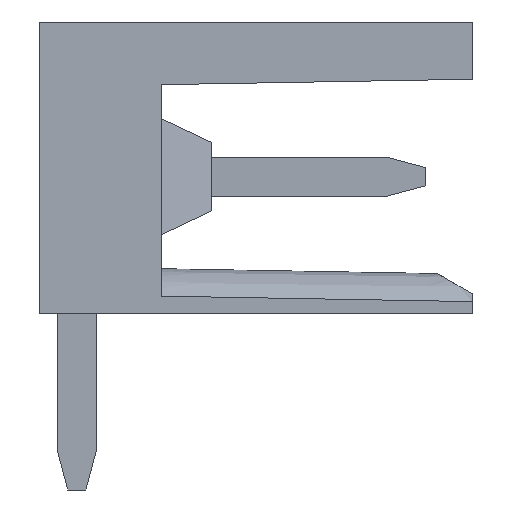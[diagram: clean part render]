
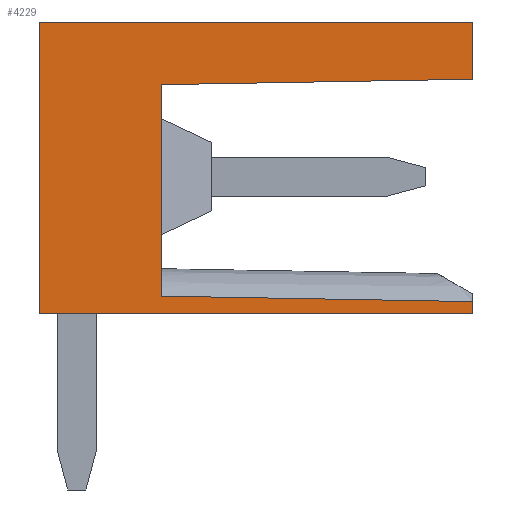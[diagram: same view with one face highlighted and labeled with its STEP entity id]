
A CAD part, left-side view. The second image highlights one B-rep face of the part: STEP entity #4229.
In plain terms, the highlighted planar face has unit normal (-1, 0, 0).
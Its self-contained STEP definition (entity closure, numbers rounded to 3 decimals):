
#4200=AXIS2_PLACEMENT_3D('Plane Axis2P3D',#4197,#4198,#4199) ;
#381=CARTESIAN_POINT('Vertex',(0.,11.05,11.95)) ;
#384=CARTESIAN_POINT('Line Origine',(0.,5.525,11.95)) ;
#388=CARTESIAN_POINT('Vertex',(0.,0.,11.95)) ;
#908=CARTESIAN_POINT('Vertex',(0.,7.95,10.35)) ;
#911=CARTESIAN_POINT('Line Origine',(0.,7.95,7.65)) ;
#915=CARTESIAN_POINT('Vertex',(0.,7.95,4.95)) ;
#1383=CARTESIAN_POINT('Vertex',(0.,11.05,4.5)) ;
#1386=CARTESIAN_POINT('Line Origine',(0.,11.05,8.225)) ;
#3398=CARTESIAN_POINT('Vertex',(0.,0.,4.5)) ;
#3401=CARTESIAN_POINT('Line Origine',(0.,5.525,4.5)) ;
#3716=CARTESIAN_POINT('Vertex',(0.,0.,4.811)) ;
#3719=CARTESIAN_POINT('Line Origine',(0.,0.,4.656)) ;
#4197=CARTESIAN_POINT('Axis2P3D Location',(0.,0.,1.3)) ;
#4202=CARTESIAN_POINT('Line Origine',(0.,0.,11.219)) ;
#4206=CARTESIAN_POINT('Vertex',(0.,0.,10.489)) ;
#4209=CARTESIAN_POINT('Line Origine',(0.,3.975,4.881)) ;
#4214=CARTESIAN_POINT('Line Origine',(0.,3.975,10.419)) ;
#385=DIRECTION('Vector Direction',(0.,-1.,0.)) ;
#912=DIRECTION('Vector Direction',(0.,0.,1.)) ;
#1387=DIRECTION('Vector Direction',(0.,0.,1.)) ;
#3402=DIRECTION('Vector Direction',(0.,1.,0.)) ;
#3720=DIRECTION('Vector Direction',(0.,0.,-1.)) ;
#4198=DIRECTION('Axis2P3D Direction',(-1.,0.,0.)) ;
#4199=DIRECTION('Axis2P3D XDirection',(0.,-1.,0.)) ;
#4203=DIRECTION('Vector Direction',(0.,0.,-1.)) ;
#4210=DIRECTION('Vector Direction',(0.,1.,0.017)) ;
#4215=DIRECTION('Vector Direction',(0.,1.,-0.017)) ;
#386=VECTOR('Line Direction',#385,1.) ;
#913=VECTOR('Line Direction',#912,1.) ;
#1388=VECTOR('Line Direction',#1387,1.) ;
#3403=VECTOR('Line Direction',#3402,1.) ;
#3721=VECTOR('Line Direction',#3720,1.) ;
#4204=VECTOR('Line Direction',#4203,1.) ;
#4211=VECTOR('Line Direction',#4210,1.) ;
#4216=VECTOR('Line Direction',#4215,1.) ;
#4220=ORIENTED_EDGE('',*,*,#4208,.T.) ;
#4221=ORIENTED_EDGE('',*,*,#390,.T.) ;
#4222=ORIENTED_EDGE('',*,*,#1390,.T.) ;
#4223=ORIENTED_EDGE('',*,*,#3405,.T.) ;
#4224=ORIENTED_EDGE('',*,*,#3723,.T.) ;
#4225=ORIENTED_EDGE('',*,*,#4213,.F.) ;
#4226=ORIENTED_EDGE('',*,*,#917,.F.) ;
#4227=ORIENTED_EDGE('',*,*,#4218,.F.) ;
#4229=ADVANCED_FACE('HOUSING',(#4228),#4201,.T.) ;
#390=EDGE_CURVE('',#389,#382,#387,.F.) ;
#917=EDGE_CURVE('',#909,#916,#914,.F.) ;
#1390=EDGE_CURVE('',#382,#1384,#1389,.F.) ;
#3405=EDGE_CURVE('',#1384,#3399,#3404,.F.) ;
#3723=EDGE_CURVE('',#3399,#3717,#3722,.F.) ;
#4208=EDGE_CURVE('',#4207,#389,#4205,.F.) ;
#4213=EDGE_CURVE('',#916,#3717,#4212,.F.) ;
#4218=EDGE_CURVE('',#4207,#909,#4217,.T.) ;
#4219=EDGE_LOOP('',(#4220,#4221,#4222,#4223,#4224,#4225,#4226,#4227)) ;
#4228=FACE_OUTER_BOUND('',#4219,.T.) ;
#387=LINE('Line',#384,#386) ;
#914=LINE('Line',#911,#913) ;
#1389=LINE('Line',#1386,#1388) ;
#3404=LINE('Line',#3401,#3403) ;
#3722=LINE('Line',#3719,#3721) ;
#4205=LINE('Line',#4202,#4204) ;
#4212=LINE('Line',#4209,#4211) ;
#4217=LINE('Line',#4214,#4216) ;
#4201=PLANE('',#4200) ;
#382=VERTEX_POINT('',#381) ;
#389=VERTEX_POINT('',#388) ;
#909=VERTEX_POINT('',#908) ;
#916=VERTEX_POINT('',#915) ;
#1384=VERTEX_POINT('',#1383) ;
#3399=VERTEX_POINT('',#3398) ;
#3717=VERTEX_POINT('',#3716) ;
#4207=VERTEX_POINT('',#4206) ;
